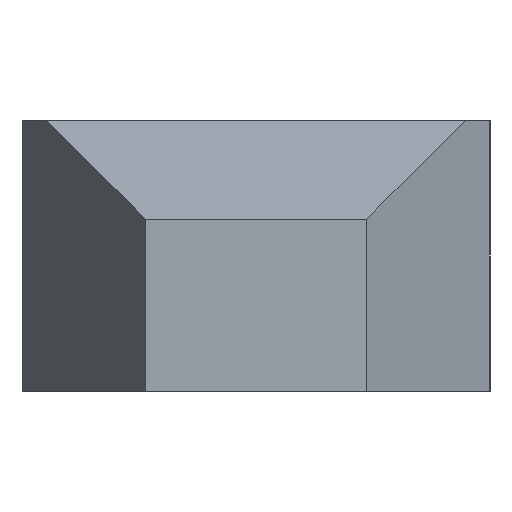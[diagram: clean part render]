
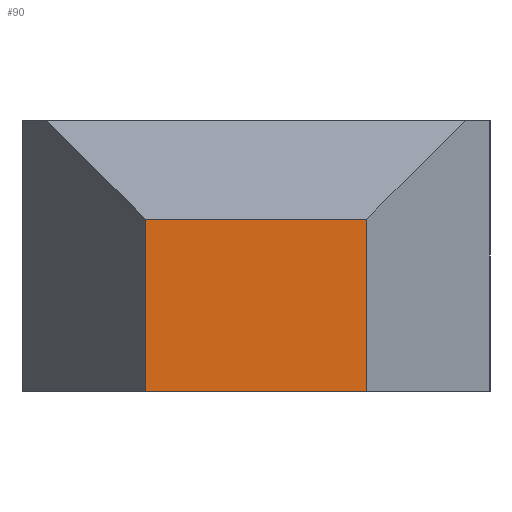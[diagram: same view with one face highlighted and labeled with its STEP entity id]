
A CAD part, left-side view. The second image highlights one B-rep face of the part: STEP entity #90.
In plain terms, the highlighted planar face has unit normal (-1, 0, 0).
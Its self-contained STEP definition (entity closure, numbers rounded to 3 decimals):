
#90 = ADVANCED_FACE( '', ( #132 ), #133, .T. );
#132 = FACE_OUTER_BOUND( '', #182, .T. );
#133 = PLANE( '', #183 );
#182 = EDGE_LOOP( '', ( #325, #326, #327, #328 ) );
#183 = AXIS2_PLACEMENT_3D( '', #329, #330, #331 );
#325 = ORIENTED_EDGE( '', *, *, #417, .F. );
#326 = ORIENTED_EDGE( '', *, *, #397, .T. );
#327 = ORIENTED_EDGE( '', *, *, #388, .T. );
#328 = ORIENTED_EDGE( '', *, *, #432, .F. );
#329 = CARTESIAN_POINT( '', ( -50., -9., 22. ) );
#330 = DIRECTION( '', ( -1., 0., 0. ) );
#331 = DIRECTION( '', ( 0., 0., 1. ) );
#388 = EDGE_CURVE( '', #446, #447, #448, .T. );
#397 = EDGE_CURVE( '', #464, #446, #465, .T. );
#417 = EDGE_CURVE( '', #464, #498, #499, .T. );
#432 = EDGE_CURVE( '', #498, #447, #524, .T. );
#446 = VERTEX_POINT( '', #540 );
#447 = VERTEX_POINT( '', #541 );
#448 = LINE( '', #542, #543 );
#464 = VERTEX_POINT( '', #565 );
#465 = LINE( '', #566, #567 );
#498 = VERTEX_POINT( '', #617 );
#499 = LINE( '', #618, #619 );
#524 = LINE( '', #656, #657 );
#540 = CARTESIAN_POINT( '', ( -50., 9., 14. ) );
#541 = CARTESIAN_POINT( '', ( -50., 9., 0. ) );
#542 = CARTESIAN_POINT( '', ( -50., 9., 22. ) );
#543 = VECTOR( '', #684, 1000. );
#565 = CARTESIAN_POINT( '', ( -50., -9., 14. ) );
#566 = CARTESIAN_POINT( '', ( -50., -19., 14. ) );
#567 = VECTOR( '', #697, 1000. );
#617 = CARTESIAN_POINT( '', ( -50., -9., 0. ) );
#618 = CARTESIAN_POINT( '', ( -50., -9., 22. ) );
#619 = VECTOR( '', #721, 1000. );
#656 = CARTESIAN_POINT( '', ( -50., -9., 0. ) );
#657 = VECTOR( '', #740, 1000. );
#684 = DIRECTION( '', ( 0., 0., -1. ) );
#697 = DIRECTION( '', ( 0., 1., 0. ) );
#721 = DIRECTION( '', ( 0., 0., -1. ) );
#740 = DIRECTION( '', ( 0., 1., 0. ) );
